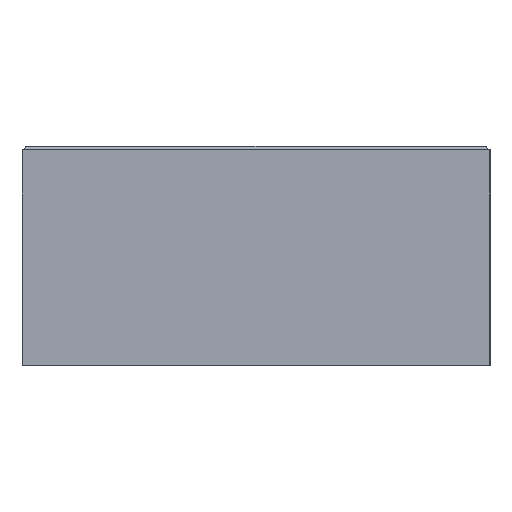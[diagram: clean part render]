
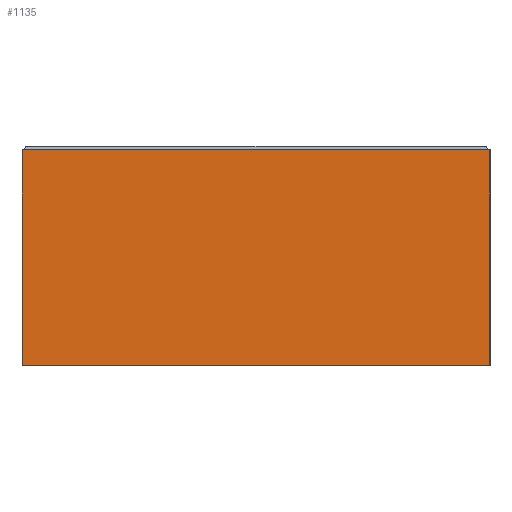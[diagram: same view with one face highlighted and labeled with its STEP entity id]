
A CAD part, left-side view. The second image highlights one B-rep face of the part: STEP entity #1135.
In plain terms, the highlighted planar face has unit normal (-1, 0, 0).
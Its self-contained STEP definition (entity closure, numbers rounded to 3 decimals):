
#108 = CARTESIAN_POINT ( 'NONE',  ( -1., 0.65, 0. ) ) ;
#116 = VERTEX_POINT ( 'NONE', #1319 ) ;
#139 = DIRECTION ( 'NONE',  ( 0., -1., 0. ) ) ;
#140 = VECTOR ( 'NONE', #139, 1000. ) ;
#159 = CARTESIAN_POINT ( 'NONE',  ( -1., -0.65, 0. ) ) ;
#172 = DIRECTION ( 'NONE',  ( 0., 0., -1. ) ) ;
#173 = EDGE_CURVE ( 'NONE', #727, #789, #1294, .T. ) ;
#194 = CARTESIAN_POINT ( 'NONE',  ( -1., -0.65, 0.6 ) ) ;
#240 = LINE ( 'NONE', #1468, #276 ) ;
#276 = VECTOR ( 'NONE', #1096, 1000. ) ;
#414 = DIRECTION ( 'NONE',  ( 0., -1., 0. ) ) ;
#563 = LINE ( 'NONE', #1523, #1077 ) ;
#581 = EDGE_CURVE ( 'NONE', #116, #727, #563, .T. ) ;
#592 = VERTEX_POINT ( 'NONE', #108 ) ;
#658 = ORIENTED_EDGE ( 'NONE', *, *, #1593, .T. ) ;
#693 = DIRECTION ( 'NONE',  ( 1., 0., 0. ) ) ;
#727 = VERTEX_POINT ( 'NONE', #1474 ) ;
#789 = VERTEX_POINT ( 'NONE', #1264 ) ;
#819 = CARTESIAN_POINT ( 'NONE',  ( -1., -0.65, 0.6 ) ) ;
#1077 = VECTOR ( 'NONE', #414, 1000. ) ;
#1096 = DIRECTION ( 'NONE',  ( 0., 0., -1. ) ) ;
#1135 = ADVANCED_FACE ( 'NONE', ( #1588 ), #1449, .F. ) ;
#1180 = EDGE_LOOP ( 'NONE', ( #1471, #1544, #1193, #658 ) ) ;
#1193 = ORIENTED_EDGE ( 'NONE', *, *, #581, .F. ) ;
#1201 = DIRECTION ( 'NONE',  ( 0., 1., 0. ) ) ;
#1264 = CARTESIAN_POINT ( 'NONE',  ( -1., -0.65, 0. ) ) ;
#1269 = LINE ( 'NONE', #159, #140 ) ;
#1294 = LINE ( 'NONE', #819, #1558 ) ;
#1319 = CARTESIAN_POINT ( 'NONE',  ( -1., 0.65, 0.6 ) ) ;
#1321 = EDGE_CURVE ( 'NONE', #592, #789, #1269, .T. ) ;
#1449 = PLANE ( 'NONE',  #1500 ) ;
#1468 = CARTESIAN_POINT ( 'NONE',  ( -1., 0.65, 0.6 ) ) ;
#1471 = ORIENTED_EDGE ( 'NONE', *, *, #1321, .T. ) ;
#1474 = CARTESIAN_POINT ( 'NONE',  ( -1., -0.65, 0.6 ) ) ;
#1500 = AXIS2_PLACEMENT_3D ( 'NONE', #194, #693, #1201 ) ;
#1523 = CARTESIAN_POINT ( 'NONE',  ( -1., -0.65, 0.6 ) ) ;
#1544 = ORIENTED_EDGE ( 'NONE', *, *, #173, .F. ) ;
#1558 = VECTOR ( 'NONE', #172, 1000. ) ;
#1588 = FACE_OUTER_BOUND ( 'NONE', #1180, .T. ) ;
#1593 = EDGE_CURVE ( 'NONE', #116, #592, #240, .T. ) ;
